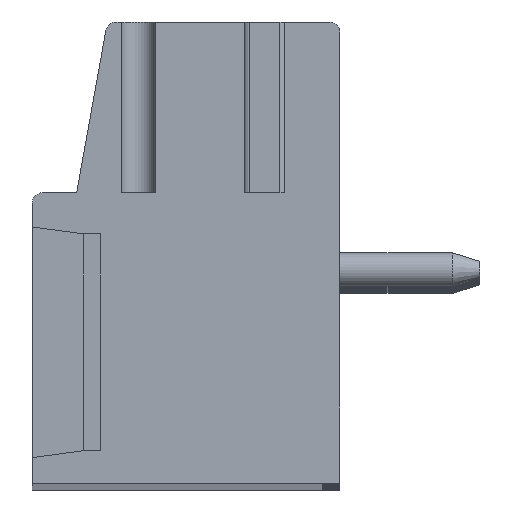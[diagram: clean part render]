
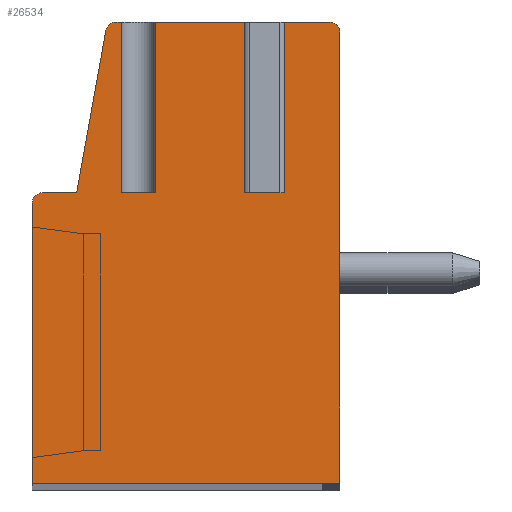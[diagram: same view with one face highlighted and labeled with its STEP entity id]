
A CAD part, top view. The second image highlights one B-rep face of the part: STEP entity #26534.
In plain terms, the highlighted planar face has unit normal (0, 0, 1).
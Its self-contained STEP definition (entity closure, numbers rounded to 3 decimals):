
#52=DIRECTION('',(1.,0.,0.));
#53=VECTOR('',#52,1.);
#54=CARTESIAN_POINT('',(-1.9,3.36,112.5));
#55=LINE('',#54,#53);
#56=DIRECTION('',(0.,1.,0.));
#57=VECTOR('',#56,5.);
#58=CARTESIAN_POINT('',(-0.9,3.36,112.5));
#59=LINE('',#58,#57);
#60=DIRECTION('',(-1.,0.,0.));
#61=VECTOR('',#60,2.8);
#62=CARTESIAN_POINT('',(1.9,8.36,112.5));
#63=LINE('',#62,#61);
#64=DIRECTION('',(0.,1.,0.));
#65=VECTOR('',#64,5.);
#66=CARTESIAN_POINT('',(1.9,3.36,112.5));
#67=LINE('',#66,#65);
#68=DIRECTION('',(1.,0.,0.));
#69=VECTOR('',#68,0.8);
#70=CARTESIAN_POINT('',(1.9,3.36,112.5));
#71=LINE('',#70,#69);
#72=DIRECTION('',(0.,1.,0.));
#73=VECTOR('',#72,5.);
#74=CARTESIAN_POINT('',(2.7,3.36,112.5));
#75=LINE('',#74,#73);
#76=DIRECTION('',(-1.,0.,0.));
#77=VECTOR('',#76,1.5);
#78=CARTESIAN_POINT('',(4.2,8.36,112.5));
#79=LINE('',#78,#77);
#80=CARTESIAN_POINT('',(4.2,8.06,112.5));
#81=DIRECTION('',(0.,0.,1.));
#82=DIRECTION('',(1.,0.,0.));
#83=AXIS2_PLACEMENT_3D('',#80,#81,#82);
#85=DIRECTION('',(0.,1.,0.));
#86=VECTOR('',#85,13.2);
#87=CARTESIAN_POINT('',(4.5,-5.14,112.5));
#88=LINE('',#87,#86);
#89=DIRECTION('',(1.,0.,0.));
#90=VECTOR('',#89,9.);
#91=CARTESIAN_POINT('',(-4.5,-5.14,112.5));
#92=LINE('',#91,#90);
#93=DIRECTION('',(0.,-1.,0.));
#94=VECTOR('',#93,8.2);
#95=CARTESIAN_POINT('',(-4.5,3.06,112.5));
#96=LINE('',#95,#94);
#97=CARTESIAN_POINT('',(-4.2,3.06,112.5));
#98=DIRECTION('',(0.,0.,1.));
#99=DIRECTION('',(0.,1.,0.));
#100=AXIS2_PLACEMENT_3D('',#97,#98,#99);
#102=DIRECTION('',(-1.,0.,0.));
#103=VECTOR('',#102,1.);
#104=CARTESIAN_POINT('',(-3.2,3.36,112.5));
#105=LINE('',#104,#103);
#106=DIRECTION('',(-0.177,-0.984,0.));
#107=VECTOR('',#106,4.829);
#108=CARTESIAN_POINT('',(-2.345,8.113,112.5));
#109=LINE('',#108,#107);
#110=CARTESIAN_POINT('',(-2.05,8.06,112.5));
#111=DIRECTION('',(0.,0.,1.));
#112=DIRECTION('',(0.,1.,0.));
#113=AXIS2_PLACEMENT_3D('',#110,#111,#112);
#115=DIRECTION('',(-1.,0.,0.));
#116=VECTOR('',#115,0.15);
#117=CARTESIAN_POINT('',(-1.9,8.36,112.5));
#118=LINE('',#117,#116);
#119=DIRECTION('',(0.,1.,0.));
#120=VECTOR('',#119,5.);
#121=CARTESIAN_POINT('',(-1.9,3.36,112.5));
#122=LINE('',#121,#120);
#20592=CARTESIAN_POINT('',(4.5,-5.14,112.5));
#20593=CARTESIAN_POINT('',(4.5,8.06,112.5));
#20594=VERTEX_POINT('',#20592);
#20595=VERTEX_POINT('',#20593);
#20596=CARTESIAN_POINT('',(4.2,8.36,112.5));
#20597=VERTEX_POINT('',#20596);
#20598=CARTESIAN_POINT('',(-2.05,8.36,112.5));
#20599=CARTESIAN_POINT('',(-2.345,8.113,112.5));
#20600=VERTEX_POINT('',#20598);
#20601=VERTEX_POINT('',#20599);
#20602=CARTESIAN_POINT('',(-3.2,3.36,112.5));
#20603=VERTEX_POINT('',#20602);
#20604=CARTESIAN_POINT('',(-4.2,3.36,112.5));
#20605=VERTEX_POINT('',#20604);
#20606=CARTESIAN_POINT('',(-4.5,3.06,112.5));
#20607=VERTEX_POINT('',#20606);
#20608=CARTESIAN_POINT('',(-4.5,-5.14,112.5));
#20609=VERTEX_POINT('',#20608);
#20897=CARTESIAN_POINT('',(1.9,3.36,112.5));
#20898=CARTESIAN_POINT('',(2.7,3.36,112.5));
#20899=VERTEX_POINT('',#20897);
#20900=VERTEX_POINT('',#20898);
#20901=CARTESIAN_POINT('',(2.7,8.36,112.5));
#20902=VERTEX_POINT('',#20901);
#20903=CARTESIAN_POINT('',(1.9,8.36,112.5));
#20904=VERTEX_POINT('',#20903);
#20925=CARTESIAN_POINT('',(-1.9,3.36,112.5));
#20926=CARTESIAN_POINT('',(-0.9,3.36,112.5));
#20927=VERTEX_POINT('',#20925);
#20928=VERTEX_POINT('',#20926);
#20929=CARTESIAN_POINT('',(-0.9,8.36,112.5));
#20930=VERTEX_POINT('',#20929);
#20931=CARTESIAN_POINT('',(-1.9,8.36,112.5));
#20932=VERTEX_POINT('',#20931);
#26493=CARTESIAN_POINT('',(0.,0.,112.5));
#26494=DIRECTION('',(0.,0.,1.));
#26495=DIRECTION('',(1.,0.,0.));
#26496=AXIS2_PLACEMENT_3D('',#26493,#26494,#26495);
#26497=PLANE('',#26496);
#26499=ORIENTED_EDGE('',*,*,#26498,.T.);
#26501=ORIENTED_EDGE('',*,*,#26500,.T.);
#26503=ORIENTED_EDGE('',*,*,#26502,.F.);
#26505=ORIENTED_EDGE('',*,*,#26504,.F.);
#26507=ORIENTED_EDGE('',*,*,#26506,.T.);
#26509=ORIENTED_EDGE('',*,*,#26508,.T.);
#26511=ORIENTED_EDGE('',*,*,#26510,.F.);
#26513=ORIENTED_EDGE('',*,*,#26512,.F.);
#26515=ORIENTED_EDGE('',*,*,#26514,.F.);
#26517=ORIENTED_EDGE('',*,*,#26516,.F.);
#26519=ORIENTED_EDGE('',*,*,#26518,.F.);
#26521=ORIENTED_EDGE('',*,*,#26520,.F.);
#26523=ORIENTED_EDGE('',*,*,#26522,.F.);
#26525=ORIENTED_EDGE('',*,*,#26524,.F.);
#26527=ORIENTED_EDGE('',*,*,#26526,.F.);
#26529=ORIENTED_EDGE('',*,*,#26528,.F.);
#26531=ORIENTED_EDGE('',*,*,#26530,.F.);
#26532=EDGE_LOOP('',(#26499,#26501,#26503,#26505,#26507,#26509,#26511,#26513,
#26515,#26517,#26519,#26521,#26523,#26525,#26527,#26529,#26531));
#26533=FACE_OUTER_BOUND('',#26532,.F.);
#84=CIRCLE('',#83,0.3);
#101=CIRCLE('',#100,0.3);
#114=CIRCLE('',#113,0.3);
#26498=EDGE_CURVE('',#20927,#20928,#55,.T.);
#26500=EDGE_CURVE('',#20928,#20930,#59,.T.);
#26502=EDGE_CURVE('',#20904,#20930,#63,.T.);
#26504=EDGE_CURVE('',#20899,#20904,#67,.T.);
#26506=EDGE_CURVE('',#20899,#20900,#71,.T.);
#26508=EDGE_CURVE('',#20900,#20902,#75,.T.);
#26510=EDGE_CURVE('',#20597,#20902,#79,.T.);
#26512=EDGE_CURVE('',#20595,#20597,#84,.T.);
#26514=EDGE_CURVE('',#20594,#20595,#88,.T.);
#26516=EDGE_CURVE('',#20609,#20594,#92,.T.);
#26518=EDGE_CURVE('',#20607,#20609,#96,.T.);
#26520=EDGE_CURVE('',#20605,#20607,#101,.T.);
#26522=EDGE_CURVE('',#20603,#20605,#105,.T.);
#26524=EDGE_CURVE('',#20601,#20603,#109,.T.);
#26526=EDGE_CURVE('',#20600,#20601,#114,.T.);
#26528=EDGE_CURVE('',#20932,#20600,#118,.T.);
#26530=EDGE_CURVE('',#20927,#20932,#122,.T.);
#26534=ADVANCED_FACE('',(#26533),#26497,.T.);
